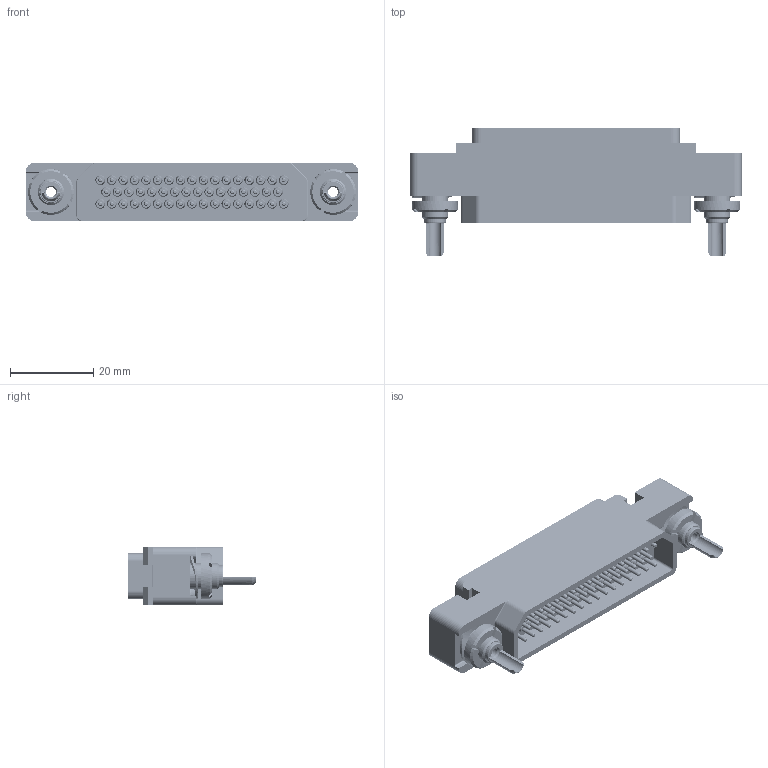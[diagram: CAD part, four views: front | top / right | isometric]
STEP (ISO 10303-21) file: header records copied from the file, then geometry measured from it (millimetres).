
FILE_DESCRIPTION((''),'2;1');
FILE_NAME('1900ND01P1B00B','2019-10-25T',('presta_be4'),(''),'CREO PARAMETRIC BY PTC INC, 2018360','CREO PARAMETRIC BY PTC INC, 2018360','');
FILE_SCHEMA(('CONFIG_CONTROL_DESIGN'));
Products named in the file (1): 1900ND01P1B00B
Bounding box: 80 x 30.77 x 14 mm (x, y, z)
Volume: 12928.7 mm3; surface area: 20943.3 mm2
Topology: 1 solids, 52 shells, 7800 faces, 17603 edges, 10432 vertices
Faces by surface type: cylinder 2580, plane 2086, torus 1532, cone 1346, sphere 200, bspline 30, extrusion 26
Entity records: 250473 total; most frequent: CARTESIAN_POINT 71344, DIRECTION 41137, ORIENTED_EDGE 34798, EDGE_CURVE 17399, AXIS2_PLACEMENT_3D 16617, VERTEX_POINT 10432, CIRCLE 8873, EDGE_LOOP 8843
